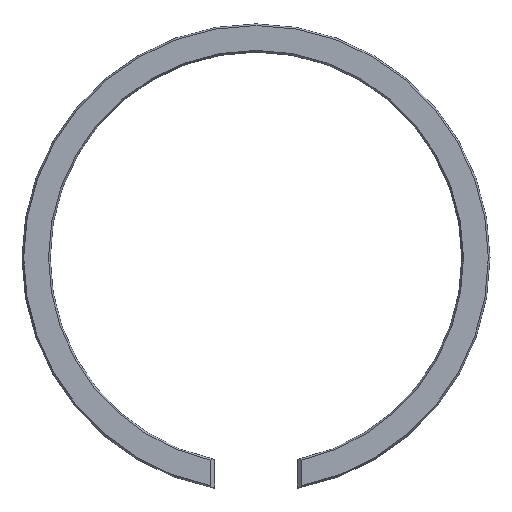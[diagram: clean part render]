
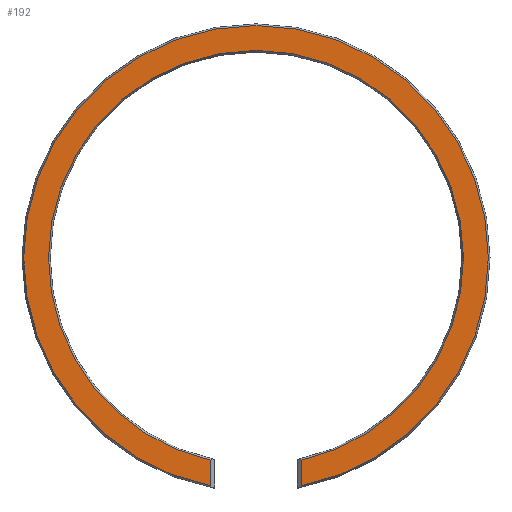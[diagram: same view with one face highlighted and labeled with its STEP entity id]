
A CAD part, top view. The second image highlights one B-rep face of the part: STEP entity #192.
In plain terms, the highlighted planar face has unit normal (0, 0, 1).
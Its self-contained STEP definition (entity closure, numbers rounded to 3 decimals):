
#16 = EDGE_CURVE ( 'NONE', #537, #768, #458, .T. ) ;
#22 = CARTESIAN_POINT ( 'NONE',  ( 25., 0., 2.48 ) ) ;
#34 = DIRECTION ( 'NONE',  ( 0., 0., -1. ) ) ;
#42 = CARTESIAN_POINT ( 'NONE',  ( 0., 0., 2.48 ) ) ;
#46 = EDGE_CURVE ( 'NONE', #830, #1057, #480, .T. ) ;
#85 = EDGE_CURVE ( 'NONE', #768, #1074, #1185, .T. ) ;
#109 = DIRECTION ( 'NONE',  ( 1., 0., 0. ) ) ;
#128 = DIRECTION ( 'NONE',  ( -1., 0., 0. ) ) ;
#131 = LINE ( 'NONE', #1143, #167 ) ;
#138 = CARTESIAN_POINT ( 'NONE',  ( -28., 0., 2.48 ) ) ;
#139 = CARTESIAN_POINT ( 'NONE',  ( 5.5, -24.387, 2.48 ) ) ;
#167 = VECTOR ( 'NONE', #958, 1000. ) ;
#174 = DIRECTION ( 'NONE',  ( -1., 0., 0. ) ) ;
#186 = AXIS2_PLACEMENT_3D ( 'NONE', #696, #539, #1183 ) ;
#192 = ADVANCED_FACE ( 'NONE', ( #1121 ), #744, .T. ) ;
#202 = AXIS2_PLACEMENT_3D ( 'NONE', #1022, #290, #174 ) ;
#205 = DIRECTION ( 'NONE',  ( 0., 0., -1. ) ) ;
#222 = DIRECTION ( 'NONE',  ( 0., 0., 1. ) ) ;
#248 = AXIS2_PLACEMENT_3D ( 'NONE', #42, #34, #128 ) ;
#260 = EDGE_CURVE ( 'NONE', #1057, #978, #1065, .T. ) ;
#267 = EDGE_CURVE ( 'NONE', #380, #537, #131, .T. ) ;
#276 = ORIENTED_EDGE ( 'NONE', *, *, #267, .T. ) ;
#277 = LINE ( 'NONE', #729, #564 ) ;
#290 = DIRECTION ( 'NONE',  ( 0., 0., -1. ) ) ;
#327 = CARTESIAN_POINT ( 'NONE',  ( -5.5, -27.455, 2.48 ) ) ;
#350 = ORIENTED_EDGE ( 'NONE', *, *, #260, .F. ) ;
#363 = CIRCLE ( 'NONE', #186, 28. ) ;
#372 = VERTEX_POINT ( 'NONE', #139 ) ;
#380 = VERTEX_POINT ( 'NONE', #327 ) ;
#399 = DIRECTION ( 'NONE',  ( -1., 0., 0. ) ) ;
#414 = EDGE_CURVE ( 'NONE', #380, #830, #363, .T. ) ;
#445 = ORIENTED_EDGE ( 'NONE', *, *, #85, .T. ) ;
#452 = DIRECTION ( 'NONE',  ( 0., -1., 0. ) ) ;
#458 = CIRCLE ( 'NONE', #1083, 25. ) ;
#480 = CIRCLE ( 'NONE', #732, 28. ) ;
#495 = EDGE_CURVE ( 'NONE', #372, #978, #277, .T. ) ;
#510 = CARTESIAN_POINT ( 'NONE',  ( 28., 0., 2.48 ) ) ;
#537 = VERTEX_POINT ( 'NONE', #914 ) ;
#539 = DIRECTION ( 'NONE',  ( 0., 0., -1. ) ) ;
#557 = DIRECTION ( 'NONE',  ( 0., 0., -1. ) ) ;
#564 = VECTOR ( 'NONE', #452, 1000. ) ;
#629 = CARTESIAN_POINT ( 'NONE',  ( -25., 0., 2.48 ) ) ;
#652 = ORIENTED_EDGE ( 'NONE', *, *, #702, .T. ) ;
#653 = DIRECTION ( 'NONE',  ( -1., 0., 0. ) ) ;
#662 = EDGE_LOOP ( 'NONE', ( #1018, #276, #834, #445, #652, #1114, #350, #1103 ) ) ;
#686 = CARTESIAN_POINT ( 'NONE',  ( 0., 0., 2.48 ) ) ;
#692 = AXIS2_PLACEMENT_3D ( 'NONE', #686, #205, #399 ) ;
#696 = CARTESIAN_POINT ( 'NONE',  ( 0., 0., 2.48 ) ) ;
#702 = EDGE_CURVE ( 'NONE', #1074, #372, #872, .T. ) ;
#705 = CARTESIAN_POINT ( 'NONE',  ( 0., 0., 2.48 ) ) ;
#717 = DIRECTION ( 'NONE',  ( 0., 0., -1. ) ) ;
#729 = CARTESIAN_POINT ( 'NONE',  ( 5.5, 0., 2.48 ) ) ;
#732 = AXIS2_PLACEMENT_3D ( 'NONE', #740, #557, #653 ) ;
#737 = CARTESIAN_POINT ( 'NONE',  ( 5.5, -27.455, 2.48 ) ) ;
#740 = CARTESIAN_POINT ( 'NONE',  ( 0., 0., 2.48 ) ) ;
#744 = PLANE ( 'NONE',  #748 ) ;
#748 = AXIS2_PLACEMENT_3D ( 'NONE', #510, #222, #109 ) ;
#768 = VERTEX_POINT ( 'NONE', #629 ) ;
#830 = VERTEX_POINT ( 'NONE', #138 ) ;
#834 = ORIENTED_EDGE ( 'NONE', *, *, #16, .T. ) ;
#865 = CARTESIAN_POINT ( 'NONE',  ( 28., 0., 2.48 ) ) ;
#872 = CIRCLE ( 'NONE', #248, 25. ) ;
#914 = CARTESIAN_POINT ( 'NONE',  ( -5.5, -24.387, 2.48 ) ) ;
#958 = DIRECTION ( 'NONE',  ( 0., 1., 0. ) ) ;
#978 = VERTEX_POINT ( 'NONE', #737 ) ;
#1018 = ORIENTED_EDGE ( 'NONE', *, *, #414, .F. ) ;
#1022 = CARTESIAN_POINT ( 'NONE',  ( 0., 0., 2.48 ) ) ;
#1057 = VERTEX_POINT ( 'NONE', #865 ) ;
#1065 = CIRCLE ( 'NONE', #692, 28. ) ;
#1074 = VERTEX_POINT ( 'NONE', #22 ) ;
#1083 = AXIS2_PLACEMENT_3D ( 'NONE', #705, #717, #1180 ) ;
#1103 = ORIENTED_EDGE ( 'NONE', *, *, #46, .F. ) ;
#1114 = ORIENTED_EDGE ( 'NONE', *, *, #495, .T. ) ;
#1121 = FACE_OUTER_BOUND ( 'NONE', #662, .T. ) ;
#1143 = CARTESIAN_POINT ( 'NONE',  ( -5.5, 0., 2.48 ) ) ;
#1180 = DIRECTION ( 'NONE',  ( -1., 0., 0. ) ) ;
#1183 = DIRECTION ( 'NONE',  ( -1., 0., 0. ) ) ;
#1185 = CIRCLE ( 'NONE', #202, 25. ) ;
